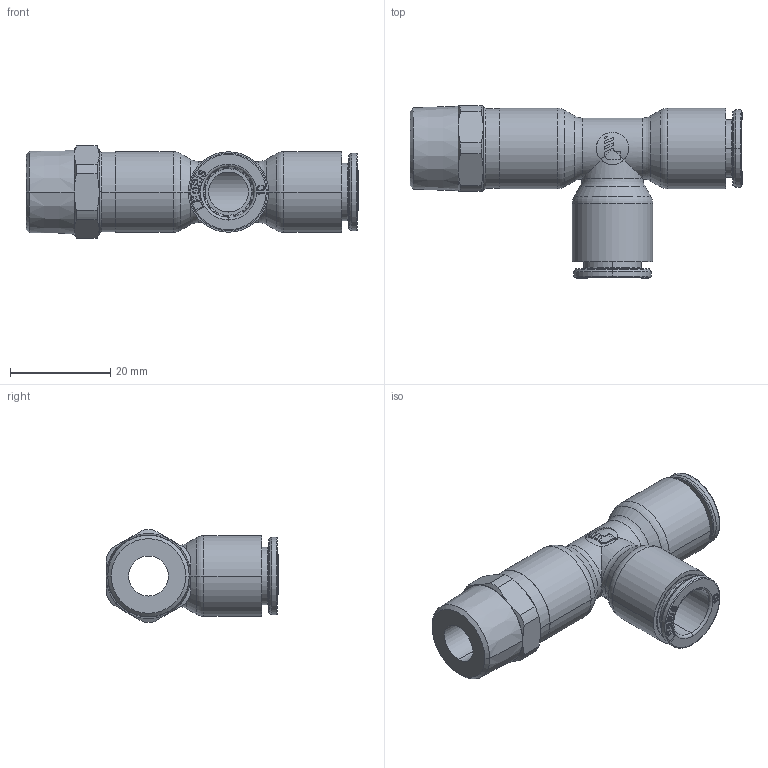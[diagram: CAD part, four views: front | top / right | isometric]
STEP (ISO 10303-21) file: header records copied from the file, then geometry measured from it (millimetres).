
FILE_DESCRIPTION(('STEP AP214'),'1');
FILE_NAME('6803_10_17.stp','2016-07-07T14:40:13',('TraceParts'),('TraceParts S.A.'),'Spatial InterOp 3D',' ',' ');
FILE_SCHEMA(('automotive_design'));
Length unit declared in the file: millimetre
Products named in the file (13): 6803 10 17|44110-19_ASM_763#44110-19_ASM|44110-32_759#44110-32;Solide1; 6803 10 17|44110-19_ASM_763#44110-19_ASM|44110_760#44110;Solide1; 6803 10 17|44110-19_ASM_763#44110-19_ASM|44110-30_761#44110-30;Solide1; 6803 10 17|44110-19_ASM_763#44110-19_ASM|44110-40_762#44110-40;Solide1; 6803 10 17|44110-19_ASM_766#44110-19_ASM|44110-32_759#44110-32;Solide1; 6803 10 17|44110-19_ASM_766#44110-19_ASM|44110_760#44110;Solide1; 6803 10 17|44110-19_ASM_766#44110-19_ASM|44110-30_761#44110-30;Solide1; 6803 10 17|44110-19_ASM_766#44110-19_ASM|44110-40_762#44110-40;Solide1; 6803 10 17|44520-04_758#44520-04;Solide1; 6803 10 17|44320-17-69_764#44320-17-69;Solide1; 6803 10 17|44110-11-10-ASM_765#44110-11-10-ASM;Solide1; 6803 10 17|44110-11-10-ASM_767#44110-11-10-ASM;Solide1; 6803 10 17|44110-11-10-ASM_768#44110-11-10-ASM;Solide1
Bounding box: 66.4 x 34.4 x 18.49 mm (x, y, z)
Volume: 9501.9 mm3; surface area: 13329.5 mm2
Topology: 13 solids, 13 shells, 1444 faces, 3658 edges, 2288 vertices
Faces by surface type: plane 575, cylinder 267, torus 218, cone 204, bspline 180
Entity records: 63258 total; most frequent: CARTESIAN_POINT 17104, ORIENTED_EDGE 7316, DIRECTION 6987, EDGE_CURVE 3658, AXIS2_PLACEMENT_3D 2500, VERTEX_POINT 2288, LINE 1987, VECTOR 1987
